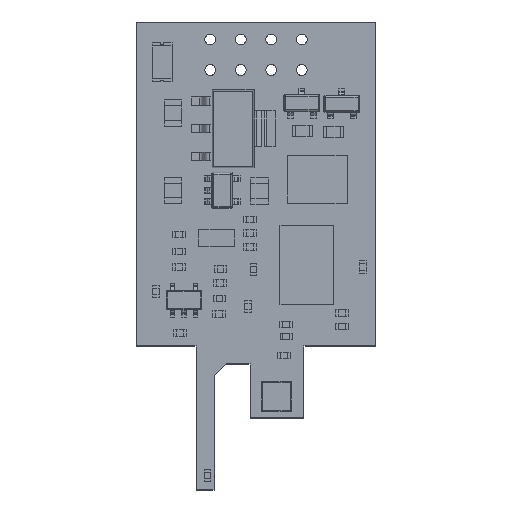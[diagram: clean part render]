
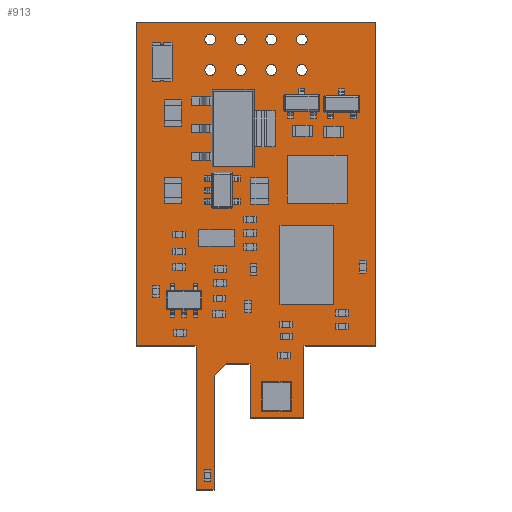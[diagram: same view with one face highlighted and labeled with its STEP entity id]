
A CAD part, top view. The second image highlights one B-rep face of the part: STEP entity #913.
In plain terms, the highlighted planar face has unit normal (0, 0, 1).
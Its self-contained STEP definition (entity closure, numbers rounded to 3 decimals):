
#208 = VERTEX_POINT('',#209);
#209 = CARTESIAN_POINT('',(-15.,-12.,0.411));
#215 = EDGE_CURVE('',#208,#216,#218,.T.);
#216 = VERTEX_POINT('',#217);
#217 = CARTESIAN_POINT('',(-15.,0.,0.411));
#218 = LINE('',#219,#220);
#219 = CARTESIAN_POINT('',(-15.,-12.,0.411));
#220 = VECTOR('',#221,1.);
#221 = DIRECTION('',(0.,1.,0.));
#246 = EDGE_CURVE('',#216,#247,#249,.T.);
#247 = VERTEX_POINT('',#248);
#248 = CARTESIAN_POINT('',(-20.,0.,0.411));
#249 = LINE('',#250,#251);
#250 = CARTESIAN_POINT('',(-15.,0.,0.411));
#251 = VECTOR('',#252,1.);
#252 = DIRECTION('',(-1.,0.,0.));
#277 = EDGE_CURVE('',#247,#278,#280,.T.);
#278 = VERTEX_POINT('',#279);
#279 = CARTESIAN_POINT('',(-20.,27.,0.411));
#280 = LINE('',#281,#282);
#281 = CARTESIAN_POINT('',(-20.,0.,0.411));
#282 = VECTOR('',#283,1.);
#283 = DIRECTION('',(0.,1.,0.));
#308 = EDGE_CURVE('',#278,#309,#311,.T.);
#309 = VERTEX_POINT('',#310);
#310 = CARTESIAN_POINT('',(0.,27.,0.411));
#311 = LINE('',#312,#313);
#312 = CARTESIAN_POINT('',(-20.,27.,0.411));
#313 = VECTOR('',#314,1.);
#314 = DIRECTION('',(1.,0.,0.));
#339 = EDGE_CURVE('',#309,#340,#342,.T.);
#340 = VERTEX_POINT('',#341);
#341 = CARTESIAN_POINT('',(0.,0.,0.411));
#342 = LINE('',#343,#344);
#343 = CARTESIAN_POINT('',(0.,27.,0.411));
#344 = VECTOR('',#345,1.);
#345 = DIRECTION('',(0.,-1.,0.));
#370 = EDGE_CURVE('',#340,#371,#373,.T.);
#371 = VERTEX_POINT('',#372);
#372 = CARTESIAN_POINT('',(-6.,0.,0.411));
#373 = LINE('',#374,#375);
#374 = CARTESIAN_POINT('',(0.,0.,0.411));
#375 = VECTOR('',#376,1.);
#376 = DIRECTION('',(-1.,0.,0.));
#401 = EDGE_CURVE('',#371,#402,#404,.T.);
#402 = VERTEX_POINT('',#403);
#403 = CARTESIAN_POINT('',(-6.,-6.,0.411));
#404 = LINE('',#405,#406);
#405 = CARTESIAN_POINT('',(-6.,0.,0.411));
#406 = VECTOR('',#407,1.);
#407 = DIRECTION('',(0.,-1.,0.));
#432 = EDGE_CURVE('',#402,#433,#435,.T.);
#433 = VERTEX_POINT('',#434);
#434 = CARTESIAN_POINT('',(-10.5,-6.,0.411));
#435 = LINE('',#436,#437);
#436 = CARTESIAN_POINT('',(-6.,-6.,0.411));
#437 = VECTOR('',#438,1.);
#438 = DIRECTION('',(-1.,0.,0.));
#463 = EDGE_CURVE('',#433,#464,#466,.T.);
#464 = VERTEX_POINT('',#465);
#465 = CARTESIAN_POINT('',(-10.5,-1.5,0.411));
#466 = LINE('',#467,#468);
#467 = CARTESIAN_POINT('',(-10.5,-6.,0.411));
#468 = VECTOR('',#469,1.);
#469 = DIRECTION('',(0.,1.,0.));
#494 = EDGE_CURVE('',#464,#495,#497,.T.);
#495 = VERTEX_POINT('',#496);
#496 = CARTESIAN_POINT('',(-12.5,-1.5,0.411));
#497 = LINE('',#498,#499);
#498 = CARTESIAN_POINT('',(-10.5,-1.5,0.411));
#499 = VECTOR('',#500,1.);
#500 = DIRECTION('',(-1.,0.,0.));
#525 = EDGE_CURVE('',#495,#526,#528,.T.);
#526 = VERTEX_POINT('',#527);
#527 = CARTESIAN_POINT('',(-13.5,-2.5,0.411));
#528 = LINE('',#529,#530);
#529 = CARTESIAN_POINT('',(-12.5,-1.5,0.411));
#530 = VECTOR('',#531,1.);
#531 = DIRECTION('',(-0.707,-0.707,0.));
#556 = EDGE_CURVE('',#526,#557,#559,.T.);
#557 = VERTEX_POINT('',#558);
#558 = CARTESIAN_POINT('',(-13.5,-12.,0.411));
#559 = LINE('',#560,#561);
#560 = CARTESIAN_POINT('',(-13.5,-2.5,0.411));
#561 = VECTOR('',#562,1.);
#562 = DIRECTION('',(0.,-1.,0.));
#587 = EDGE_CURVE('',#557,#208,#588,.T.);
#588 = LINE('',#589,#590);
#589 = CARTESIAN_POINT('',(-13.5,-12.,0.411));
#590 = VECTOR('',#591,1.);
#591 = DIRECTION('',(-1.,0.,0.));
#611 = VERTEX_POINT('',#612);
#612 = CARTESIAN_POINT('',(-13.36,23.,0.411));
#618 = EDGE_CURVE('',#611,#611,#619,.T.);
#619 = CIRCLE('',#620,0.45);
#620 = AXIS2_PLACEMENT_3D('',#621,#622,#623);
#621 = CARTESIAN_POINT('',(-13.81,23.,0.411));
#622 = DIRECTION('',(0.,0.,1.));
#623 = DIRECTION('',(1.,0.,0.));
#644 = VERTEX_POINT('',#645);
#645 = CARTESIAN_POINT('',(-10.82,23.,0.411));
#651 = EDGE_CURVE('',#644,#644,#652,.T.);
#652 = CIRCLE('',#653,0.45);
#653 = AXIS2_PLACEMENT_3D('',#654,#655,#656);
#654 = CARTESIAN_POINT('',(-11.27,23.,0.411));
#655 = DIRECTION('',(0.,0.,1.));
#656 = DIRECTION('',(1.,0.,0.));
#677 = VERTEX_POINT('',#678);
#678 = CARTESIAN_POINT('',(-13.36,25.54,0.411));
#684 = EDGE_CURVE('',#677,#677,#685,.T.);
#685 = CIRCLE('',#686,0.45);
#686 = AXIS2_PLACEMENT_3D('',#687,#688,#689);
#687 = CARTESIAN_POINT('',(-13.81,25.54,0.411));
#688 = DIRECTION('',(0.,0.,1.));
#689 = DIRECTION('',(1.,0.,0.));
#710 = VERTEX_POINT('',#711);
#711 = CARTESIAN_POINT('',(-10.82,25.54,0.411));
#717 = EDGE_CURVE('',#710,#710,#718,.T.);
#718 = CIRCLE('',#719,0.45);
#719 = AXIS2_PLACEMENT_3D('',#720,#721,#722);
#720 = CARTESIAN_POINT('',(-11.27,25.54,0.411));
#721 = DIRECTION('',(0.,0.,1.));
#722 = DIRECTION('',(1.,0.,0.));
#743 = VERTEX_POINT('',#744);
#744 = CARTESIAN_POINT('',(-8.28,23.,0.411));
#750 = EDGE_CURVE('',#743,#743,#751,.T.);
#751 = CIRCLE('',#752,0.45);
#752 = AXIS2_PLACEMENT_3D('',#753,#754,#755);
#753 = CARTESIAN_POINT('',(-8.73,23.,0.411));
#754 = DIRECTION('',(0.,0.,1.));
#755 = DIRECTION('',(1.,0.,0.));
#776 = VERTEX_POINT('',#777);
#777 = CARTESIAN_POINT('',(-5.74,23.,0.411));
#783 = EDGE_CURVE('',#776,#776,#784,.T.);
#784 = CIRCLE('',#785,0.45);
#785 = AXIS2_PLACEMENT_3D('',#786,#787,#788);
#786 = CARTESIAN_POINT('',(-6.19,23.,0.411));
#787 = DIRECTION('',(0.,0.,1.));
#788 = DIRECTION('',(1.,0.,0.));
#809 = VERTEX_POINT('',#810);
#810 = CARTESIAN_POINT('',(-8.28,25.54,0.411));
#816 = EDGE_CURVE('',#809,#809,#817,.T.);
#817 = CIRCLE('',#818,0.45);
#818 = AXIS2_PLACEMENT_3D('',#819,#820,#821);
#819 = CARTESIAN_POINT('',(-8.73,25.54,0.411));
#820 = DIRECTION('',(0.,0.,1.));
#821 = DIRECTION('',(1.,0.,0.));
#842 = VERTEX_POINT('',#843);
#843 = CARTESIAN_POINT('',(-5.74,25.54,0.411));
#849 = EDGE_CURVE('',#842,#842,#850,.T.);
#850 = CIRCLE('',#851,0.45);
#851 = AXIS2_PLACEMENT_3D('',#852,#853,#854);
#852 = CARTESIAN_POINT('',(-6.19,25.54,0.411));
#853 = DIRECTION('',(0.,0.,1.));
#854 = DIRECTION('',(1.,0.,0.));
#913 = ADVANCED_FACE('',(#914,#929,#932,#935,#938,#941,#944,#947,#950),
  #953,.F.);
#914 = FACE_BOUND('',#915,.F.);
#915 = EDGE_LOOP('',(#916,#917,#918,#919,#920,#921,#922,#923,#924,#925,
    #926,#927,#928));
#916 = ORIENTED_EDGE('',*,*,#215,.T.);
#917 = ORIENTED_EDGE('',*,*,#246,.T.);
#918 = ORIENTED_EDGE('',*,*,#277,.T.);
#919 = ORIENTED_EDGE('',*,*,#308,.T.);
#920 = ORIENTED_EDGE('',*,*,#339,.T.);
#921 = ORIENTED_EDGE('',*,*,#370,.T.);
#922 = ORIENTED_EDGE('',*,*,#401,.T.);
#923 = ORIENTED_EDGE('',*,*,#432,.T.);
#924 = ORIENTED_EDGE('',*,*,#463,.T.);
#925 = ORIENTED_EDGE('',*,*,#494,.T.);
#926 = ORIENTED_EDGE('',*,*,#525,.T.);
#927 = ORIENTED_EDGE('',*,*,#556,.T.);
#928 = ORIENTED_EDGE('',*,*,#587,.T.);
#929 = FACE_BOUND('',#930,.F.);
#930 = EDGE_LOOP('',(#931));
#931 = ORIENTED_EDGE('',*,*,#618,.T.);
#932 = FACE_BOUND('',#933,.F.);
#933 = EDGE_LOOP('',(#934));
#934 = ORIENTED_EDGE('',*,*,#651,.T.);
#935 = FACE_BOUND('',#936,.F.);
#936 = EDGE_LOOP('',(#937));
#937 = ORIENTED_EDGE('',*,*,#684,.T.);
#938 = FACE_BOUND('',#939,.F.);
#939 = EDGE_LOOP('',(#940));
#940 = ORIENTED_EDGE('',*,*,#717,.T.);
#941 = FACE_BOUND('',#942,.F.);
#942 = EDGE_LOOP('',(#943));
#943 = ORIENTED_EDGE('',*,*,#750,.T.);
#944 = FACE_BOUND('',#945,.F.);
#945 = EDGE_LOOP('',(#946));
#946 = ORIENTED_EDGE('',*,*,#783,.T.);
#947 = FACE_BOUND('',#948,.F.);
#948 = EDGE_LOOP('',(#949));
#949 = ORIENTED_EDGE('',*,*,#816,.T.);
#950 = FACE_BOUND('',#951,.F.);
#951 = EDGE_LOOP('',(#952));
#952 = ORIENTED_EDGE('',*,*,#849,.T.);
#953 = PLANE('',#954);
#954 = AXIS2_PLACEMENT_3D('',#955,#956,#957);
#955 = CARTESIAN_POINT('',(-15.,-12.,0.411));
#956 = DIRECTION('',(0.,0.,-1.));
#957 = DIRECTION('',(-1.,0.,0.));
